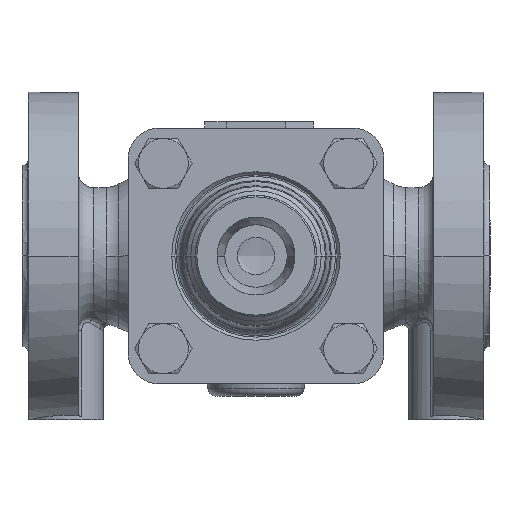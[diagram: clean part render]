
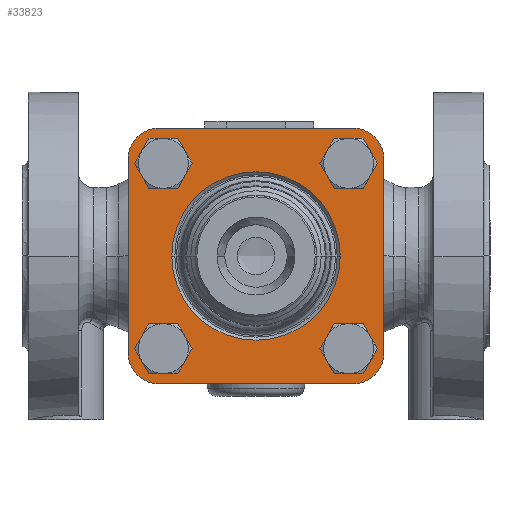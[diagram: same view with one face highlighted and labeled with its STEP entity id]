
A CAD part, front view. The second image highlights one B-rep face of the part: STEP entity #33823.
In plain terms, the highlighted planar face has unit normal (0, -1, 0).
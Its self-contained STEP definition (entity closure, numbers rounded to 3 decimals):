
#33374=CARTESIAN_POINT('',(-31.,0.,31.));
#33375=DIRECTION('',(0.,-1.,0.));
#33376=DIRECTION('',(0.,0.,1.));
#33377=AXIS2_PLACEMENT_3D('',#33374,#33375,#33376);
#33379=DIRECTION('',(1.,0.,0.));
#33380=VECTOR('',#33379,62.);
#33381=CARTESIAN_POINT('',(-31.,0.,41.));
#33382=LINE('',#33381,#33380);
#33383=CARTESIAN_POINT('',(31.,0.,31.));
#33384=DIRECTION('',(0.,-1.,0.));
#33385=DIRECTION('',(1.,0.,0.));
#33386=AXIS2_PLACEMENT_3D('',#33383,#33384,#33385);
#33388=DIRECTION('',(0.,0.,-1.));
#33389=VECTOR('',#33388,62.);
#33390=CARTESIAN_POINT('',(41.,0.,31.));
#33391=LINE('',#33390,#33389);
#33392=CARTESIAN_POINT('',(31.,0.,-31.));
#33393=DIRECTION('',(0.,-1.,0.));
#33394=DIRECTION('',(0.,0.,-1.));
#33395=AXIS2_PLACEMENT_3D('',#33392,#33393,#33394);
#33397=DIRECTION('',(-1.,0.,0.));
#33398=VECTOR('',#33397,62.);
#33399=CARTESIAN_POINT('',(31.,0.,-41.));
#33400=LINE('',#33399,#33398);
#33401=CARTESIAN_POINT('',(-31.,0.,-31.));
#33402=DIRECTION('',(0.,-1.,0.));
#33403=DIRECTION('',(-1.,0.,0.));
#33404=AXIS2_PLACEMENT_3D('',#33401,#33402,#33403);
#33406=DIRECTION('',(0.,0.,1.));
#33407=VECTOR('',#33406,62.);
#33408=CARTESIAN_POINT('',(-41.,0.,-31.));
#33409=LINE('',#33408,#33407);
#33410=CARTESIAN_POINT('',(0.,0.,
0.));
#33411=DIRECTION('',(0.,1.,0.));
#33412=DIRECTION('',(1.,0.,0.));
#33413=AXIS2_PLACEMENT_3D('',#33410,#33411,#33412);
#33415=CARTESIAN_POINT('',(0.,0.,
0.));
#33416=DIRECTION('',(0.,1.,0.));
#33417=DIRECTION('',(-1.,0.,0.));
#33418=AXIS2_PLACEMENT_3D('',#33415,#33416,#33417);
#33420=CARTESIAN_POINT('',(-29.698,0.,29.698));
#33421=DIRECTION('',(0.,-1.,0.));
#33422=DIRECTION('',(1.,0.,0.));
#33423=AXIS2_PLACEMENT_3D('',#33420,#33421,#33422);
#33425=CARTESIAN_POINT('',(-29.698,0.,29.698));
#33426=DIRECTION('',(0.,-1.,0.));
#33427=DIRECTION('',(-1.,0.,0.));
#33428=AXIS2_PLACEMENT_3D('',#33425,#33426,#33427);
#33430=CARTESIAN_POINT('',(29.698,0.,29.698));
#33431=DIRECTION('',(0.,-1.,0.));
#33432=DIRECTION('',(1.,0.,0.));
#33433=AXIS2_PLACEMENT_3D('',#33430,#33431,#33432);
#33435=CARTESIAN_POINT('',(29.698,0.,29.698));
#33436=DIRECTION('',(0.,-1.,0.));
#33437=DIRECTION('',(-1.,0.,0.));
#33438=AXIS2_PLACEMENT_3D('',#33435,#33436,#33437);
#33440=CARTESIAN_POINT('',(29.698,0.,-29.698));
#33441=DIRECTION('',(0.,-1.,0.));
#33442=DIRECTION('',(1.,0.,0.));
#33443=AXIS2_PLACEMENT_3D('',#33440,#33441,#33442);
#33445=CARTESIAN_POINT('',(29.698,0.,-29.698));
#33446=DIRECTION('',(0.,-1.,0.));
#33447=DIRECTION('',(-1.,0.,0.));
#33448=AXIS2_PLACEMENT_3D('',#33445,#33446,#33447);
#33450=CARTESIAN_POINT('',(-29.698,0.,-29.698));
#33451=DIRECTION('',(0.,-1.,0.));
#33452=DIRECTION('',(1.,0.,0.));
#33453=AXIS2_PLACEMENT_3D('',#33450,#33451,#33452);
#33455=CARTESIAN_POINT('',(-29.698,0.,-29.698));
#33456=DIRECTION('',(0.,-1.,0.));
#33457=DIRECTION('',(-1.,0.,0.));
#33458=AXIS2_PLACEMENT_3D('',#33455,#33456,#33457);
#33690=CARTESIAN_POINT('',(-31.,0.,41.));
#33691=CARTESIAN_POINT('',(-41.,0.,31.));
#33692=VERTEX_POINT('',#33690);
#33693=VERTEX_POINT('',#33691);
#33698=CARTESIAN_POINT('',(41.,0.,31.));
#33699=CARTESIAN_POINT('',(31.,0.,41.));
#33700=VERTEX_POINT('',#33698);
#33701=VERTEX_POINT('',#33699);
#33706=CARTESIAN_POINT('',(31.,0.,-41.));
#33707=CARTESIAN_POINT('',(41.,0.,-31.));
#33708=VERTEX_POINT('',#33706);
#33709=VERTEX_POINT('',#33707);
#33714=CARTESIAN_POINT('',(-41.,0.,-31.));
#33715=CARTESIAN_POINT('',(-31.,0.,-41.));
#33716=VERTEX_POINT('',#33714);
#33717=VERTEX_POINT('',#33715);
#33730=CARTESIAN_POINT('',(27.,0.,0.));
#33731=CARTESIAN_POINT('',(-27.,0.,0.));
#33732=VERTEX_POINT('',#33730);
#33733=VERTEX_POINT('',#33731);
#33738=CARTESIAN_POINT('',(-23.948,0.,29.698));
#33739=CARTESIAN_POINT('',(-35.448,0.,29.698));
#33740=VERTEX_POINT('',#33738);
#33741=VERTEX_POINT('',#33739);
#33746=CARTESIAN_POINT('',(35.448,0.,29.698));
#33747=CARTESIAN_POINT('',(23.948,0.,29.698));
#33748=VERTEX_POINT('',#33746);
#33749=VERTEX_POINT('',#33747);
#33754=CARTESIAN_POINT('',(35.448,0.,-29.698));
#33755=CARTESIAN_POINT('',(23.948,0.,-29.698));
#33756=VERTEX_POINT('',#33754);
#33757=VERTEX_POINT('',#33755);
#33762=CARTESIAN_POINT('',(-23.948,0.,-29.698));
#33763=CARTESIAN_POINT('',(-35.448,0.,-29.698));
#33764=VERTEX_POINT('',#33762);
#33765=VERTEX_POINT('',#33763);
#33770=CARTESIAN_POINT('',(0.,0.,0.));
#33771=DIRECTION('',(0.,1.,0.));
#33772=DIRECTION('',(1.,0.,0.));
#33773=AXIS2_PLACEMENT_3D('',#33770,#33771,#33772);
#33774=PLANE('',#33773);
#33776=ORIENTED_EDGE('',*,*,#33775,.F.);
#33778=ORIENTED_EDGE('',*,*,#33777,.T.);
#33780=ORIENTED_EDGE('',*,*,#33779,.F.);
#33782=ORIENTED_EDGE('',*,*,#33781,.T.);
#33784=ORIENTED_EDGE('',*,*,#33783,.F.);
#33786=ORIENTED_EDGE('',*,*,#33785,.T.);
#33788=ORIENTED_EDGE('',*,*,#33787,.F.);
#33790=ORIENTED_EDGE('',*,*,#33789,.T.);
#33791=EDGE_LOOP('',(#33776,#33778,#33780,#33782,#33784,#33786,#33788,#33790));
#33792=FACE_OUTER_BOUND('',#33791,.F.);
#33794=ORIENTED_EDGE('',*,*,#33793,.F.);
#33796=ORIENTED_EDGE('',*,*,#33795,.F.);
#33797=EDGE_LOOP('',(#33794,#33796));
#33798=FACE_BOUND('',#33797,.F.);
#33800=ORIENTED_EDGE('',*,*,#33799,.T.);
#33802=ORIENTED_EDGE('',*,*,#33801,.T.);
#33803=EDGE_LOOP('',(#33800,#33802));
#33804=FACE_BOUND('',#33803,.F.);
#33806=ORIENTED_EDGE('',*,*,#33805,.T.);
#33808=ORIENTED_EDGE('',*,*,#33807,.T.);
#33809=EDGE_LOOP('',(#33806,#33808));
#33810=FACE_BOUND('',#33809,.F.);
#33812=ORIENTED_EDGE('',*,*,#33811,.T.);
#33814=ORIENTED_EDGE('',*,*,#33813,.T.);
#33815=EDGE_LOOP('',(#33812,#33814));
#33816=FACE_BOUND('',#33815,.F.);
#33818=ORIENTED_EDGE('',*,*,#33817,.T.);
#33820=ORIENTED_EDGE('',*,*,#33819,.T.);
#33821=EDGE_LOOP('',(#33818,#33820));
#33822=FACE_BOUND('',#33821,.F.);
#33823=ADVANCED_FACE('',(#33792,#33798,#33804,#33810,#33816,#33822),#33774,.F.);
#33378=CIRCLE('',#33377,10.);
#33387=CIRCLE('',#33386,10.);
#33396=CIRCLE('',#33395,10.);
#33405=CIRCLE('',#33404,10.);
#33414=CIRCLE('',#33413,27.);
#33419=CIRCLE('',#33418,27.);
#33424=CIRCLE('',#33423,5.75);
#33429=CIRCLE('',#33428,5.75);
#33434=CIRCLE('',#33433,5.75);
#33439=CIRCLE('',#33438,5.75);
#33444=CIRCLE('',#33443,5.75);
#33449=CIRCLE('',#33448,5.75);
#33454=CIRCLE('',#33453,5.75);
#33459=CIRCLE('',#33458,5.75);
#33775=EDGE_CURVE('',#33692,#33693,#33378,.T.);
#33777=EDGE_CURVE('',#33692,#33701,#33382,.T.);
#33779=EDGE_CURVE('',#33700,#33701,#33387,.T.);
#33781=EDGE_CURVE('',#33700,#33709,#33391,.T.);
#33783=EDGE_CURVE('',#33708,#33709,#33396,.T.);
#33785=EDGE_CURVE('',#33708,#33717,#33400,.T.);
#33787=EDGE_CURVE('',#33716,#33717,#33405,.T.);
#33789=EDGE_CURVE('',#33716,#33693,#33409,.T.);
#33793=EDGE_CURVE('',#33732,#33733,#33414,.T.);
#33795=EDGE_CURVE('',#33733,#33732,#33419,.T.);
#33799=EDGE_CURVE('',#33740,#33741,#33424,.T.);
#33801=EDGE_CURVE('',#33741,#33740,#33429,.T.);
#33805=EDGE_CURVE('',#33748,#33749,#33434,.T.);
#33807=EDGE_CURVE('',#33749,#33748,#33439,.T.);
#33811=EDGE_CURVE('',#33756,#33757,#33444,.T.);
#33813=EDGE_CURVE('',#33757,#33756,#33449,.T.);
#33817=EDGE_CURVE('',#33764,#33765,#33454,.T.);
#33819=EDGE_CURVE('',#33765,#33764,#33459,.T.);
